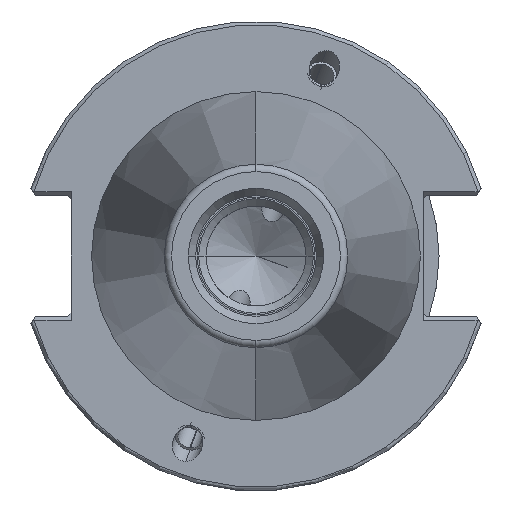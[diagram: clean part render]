
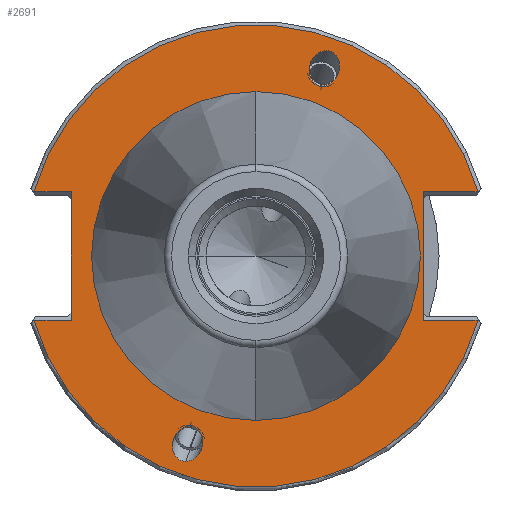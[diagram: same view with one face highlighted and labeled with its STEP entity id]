
A CAD part, left-side view. The second image highlights one B-rep face of the part: STEP entity #2691.
In plain terms, the highlighted planar face has unit normal (-1, 0, 0).
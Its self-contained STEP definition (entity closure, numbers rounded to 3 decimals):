
#116=CARTESIAN_POINT('',(3.175,0.,0.));
#117=DIRECTION('',(1.,0.,0.));
#118=DIRECTION('',(0.,1.,0.));
#119=AXIS2_PLACEMENT_3D('',#116,#117,#118);
#121=CARTESIAN_POINT('',(3.175,0.,0.));
#122=DIRECTION('',(1.,0.,0.));
#123=DIRECTION('',(0.,-1.,0.));
#124=AXIS2_PLACEMENT_3D('',#121,#122,#123);
#126=CARTESIAN_POINT('',(3.175,9.498,-27.766));
#127=CARTESIAN_POINT('',(3.175,9.257,-27.766));
#128=CARTESIAN_POINT('',(3.175,8.727,-27.663));
#129=CARTESIAN_POINT('',(3.175,7.941,-27.117));
#130=CARTESIAN_POINT('',(3.175,7.379,-26.257));
#131=CARTESIAN_POINT('',(3.175,7.151,-25.372));
#132=CARTESIAN_POINT('',(3.175,7.185,-24.486));
#133=CARTESIAN_POINT('',(3.175,7.557,-23.627));
#134=CARTESIAN_POINT('',(3.175,8.223,-23.08));
#135=CARTESIAN_POINT('',(3.175,8.731,-22.978));
#136=CARTESIAN_POINT('',(3.175,8.971,-22.978));
#138=CARTESIAN_POINT('',(3.175,8.971,-22.978));
#139=CARTESIAN_POINT('',(3.175,9.212,-22.978));
#140=CARTESIAN_POINT('',(3.175,9.742,-23.08));
#141=CARTESIAN_POINT('',(3.175,10.528,-23.627));
#142=CARTESIAN_POINT('',(3.175,11.09,-24.486));
#143=CARTESIAN_POINT('',(3.175,11.318,-25.372));
#144=CARTESIAN_POINT('',(3.175,11.284,-26.257));
#145=CARTESIAN_POINT('',(3.175,10.912,-27.117));
#146=CARTESIAN_POINT('',(3.175,10.246,-27.663));
#147=CARTESIAN_POINT('',(3.175,9.738,-27.766));
#148=CARTESIAN_POINT('',(3.175,9.498,-27.766));
#150=CARTESIAN_POINT('',(3.175,-9.498,27.766));
#151=CARTESIAN_POINT('',(3.175,-9.257,27.766));
#152=CARTESIAN_POINT('',(3.175,-8.727,27.663));
#153=CARTESIAN_POINT('',(3.175,-7.941,27.117));
#154=CARTESIAN_POINT('',(3.175,-7.379,26.257));
#155=CARTESIAN_POINT('',(3.175,-7.151,25.372));
#156=CARTESIAN_POINT('',(3.175,-7.185,24.486));
#157=CARTESIAN_POINT('',(3.175,-7.557,23.627));
#158=CARTESIAN_POINT('',(3.175,-8.223,23.08));
#159=CARTESIAN_POINT('',(3.175,-8.731,22.978));
#160=CARTESIAN_POINT('',(3.175,-8.971,22.978));
#162=CARTESIAN_POINT('',(3.175,-8.971,22.978));
#163=CARTESIAN_POINT('',(3.175,-9.212,22.978));
#164=CARTESIAN_POINT('',(3.175,-9.742,23.08));
#165=CARTESIAN_POINT('',(3.175,-10.528,23.627));
#166=CARTESIAN_POINT('',(3.175,-11.09,24.486));
#167=CARTESIAN_POINT('',(3.175,-11.318,25.372));
#168=CARTESIAN_POINT('',(3.175,-11.284,26.257));
#169=CARTESIAN_POINT('',(3.175,-10.912,27.117));
#170=CARTESIAN_POINT('',(3.175,-10.246,27.663));
#171=CARTESIAN_POINT('',(3.175,-9.738,27.766));
#172=CARTESIAN_POINT('',(3.175,-9.498,27.766));
#174=DIRECTION('',(0.,-1.,0.));
#175=VECTOR('',#174,5.017);
#176=CARTESIAN_POINT('',(3.175,30.017,8.69));
#177=LINE('',#176,#175);
#178=DIRECTION('',(0.,-1.,0.));
#179=VECTOR('',#178,7.417);
#180=CARTESIAN_POINT('',(3.175,-22.6,8.69));
#181=LINE('',#180,#179);
#182=DIRECTION('',(0.,1.,0.));
#183=VECTOR('',#182,7.417);
#184=CARTESIAN_POINT('',(3.175,-30.017,-8.69));
#185=LINE('',#184,#183);
#186=DIRECTION('',(0.,1.,0.));
#187=VECTOR('',#186,5.017);
#188=CARTESIAN_POINT('',(3.175,25.,-8.69));
#189=LINE('',#188,#187);
#1444=DIRECTION('',(0.,0.,-1.));
#1445=VECTOR('',#1444,17.38);
#1446=CARTESIAN_POINT('',(3.175,25.,8.69));
#1447=LINE('',#1446,#1445);
#1743=CARTESIAN_POINT('',(3.175,0.,0.));
#1744=DIRECTION('',(-1.,0.,0.));
#1745=DIRECTION('',(0.,0.961,-0.278));
#1746=AXIS2_PLACEMENT_3D('',#1743,#1744,#1745);
#1815=CARTESIAN_POINT('',(3.175,0.,0.));
#1816=DIRECTION('',(-1.,0.,0.));
#1817=DIRECTION('',(0.,-0.961,0.278));
#1818=AXIS2_PLACEMENT_3D('',#1815,#1816,#1817);
#1873=DIRECTION('',(0.,0.,1.));
#1874=VECTOR('',#1873,17.38);
#1875=CARTESIAN_POINT('',(3.175,-22.6,-8.69));
#1876=LINE('',#1875,#1874);
#2152=CARTESIAN_POINT('',(3.175,22.2,0.));
#2153=CARTESIAN_POINT('',(3.175,-22.2,0.));
#2154=VERTEX_POINT('',#2152);
#2155=VERTEX_POINT('',#2153);
#2218=VERTEX_POINT('',#126);
#2219=VERTEX_POINT('',#136);
#2256=CARTESIAN_POINT('',(3.175,30.017,8.69));
#2257=CARTESIAN_POINT('',(3.175,25.,8.69));
#2258=VERTEX_POINT('',#2256);
#2259=VERTEX_POINT('',#2257);
#2264=CARTESIAN_POINT('',(3.175,25.,-8.69));
#2265=CARTESIAN_POINT('',(3.175,30.017,-8.69));
#2266=VERTEX_POINT('',#2264);
#2267=VERTEX_POINT('',#2265);
#2272=CARTESIAN_POINT('',(3.175,-22.6,8.69));
#2273=CARTESIAN_POINT('',(3.175,-30.017,8.69));
#2274=VERTEX_POINT('',#2272);
#2275=VERTEX_POINT('',#2273);
#2280=CARTESIAN_POINT('',(3.175,-30.017,
-8.69));
#2281=CARTESIAN_POINT('',(3.175,-22.6,-8.69));
#2282=VERTEX_POINT('',#2280);
#2283=VERTEX_POINT('',#2281);
#2318=CARTESIAN_POINT('',(3.175,-9.498,27.766));
#2319=VERTEX_POINT('',#2318);
#2320=CARTESIAN_POINT('',(3.175,-8.971,22.978));
#2321=VERTEX_POINT('',#2320);
#2652=CARTESIAN_POINT('',(3.175,0.,0.));
#2653=DIRECTION('',(1.,0.,0.));
#2654=DIRECTION('',(0.,0.,1.));
#2655=AXIS2_PLACEMENT_3D('',#2652,#2653,#2654);
#2656=PLANE('',#2655);
#2658=ORIENTED_EDGE('',*,*,#2657,.F.);
#2660=ORIENTED_EDGE('',*,*,#2659,.F.);
#2662=ORIENTED_EDGE('',*,*,#2661,.F.);
#2664=ORIENTED_EDGE('',*,*,#2663,.F.);
#2666=ORIENTED_EDGE('',*,*,#2665,.F.);
#2668=ORIENTED_EDGE('',*,*,#2667,.F.);
#2670=ORIENTED_EDGE('',*,*,#2669,.F.);
#2672=ORIENTED_EDGE('',*,*,#2671,.F.);
#2673=EDGE_LOOP('',(#2658,#2660,#2662,#2664,#2666,#2668,#2670,#2672));
#2674=FACE_OUTER_BOUND('',#2673,.F.);
#2676=ORIENTED_EDGE('',*,*,#2675,.T.);
#2678=ORIENTED_EDGE('',*,*,#2677,.T.);
#2679=EDGE_LOOP('',(#2676,#2678));
#2680=FACE_BOUND('',#2679,.F.);
#2682=ORIENTED_EDGE('',*,*,#2681,.T.);
#2684=ORIENTED_EDGE('',*,*,#2683,.T.);
#2685=EDGE_LOOP('',(#2682,#2684));
#2686=FACE_BOUND('',#2685,.F.);
#2687=ORIENTED_EDGE('',*,*,#2605,.F.);
#2688=ORIENTED_EDGE('',*,*,#2620,.F.);
#2689=EDGE_LOOP('',(#2687,#2688));
#2690=FACE_BOUND('',#2689,.F.);
#2691=ADVANCED_FACE('',(#2674,#2680,#2686,#2690),#2656,.F.);
#120=CIRCLE('',#119,22.2);
#125=CIRCLE('',#124,22.2);
#137=B_SPLINE_CURVE_WITH_KNOTS('',3,(#126,#127,#128,#129,#130,#131,#132,#133,
#134,#135,#136),.UNSPECIFIED.,.F.,.F.,(4,1,1,1,1,1,1,1,4),(0.,0.125,0.25,
0.375,0.5,0.625,0.75,0.875,1.),.UNSPECIFIED.);
#149=B_SPLINE_CURVE_WITH_KNOTS('',3,(#138,#139,#140,#141,#142,#143,#144,#145,
#146,#147,#148),.UNSPECIFIED.,.F.,.F.,(4,1,1,1,1,1,1,1,4),(0.,0.125,0.25,
0.375,0.5,0.625,0.75,0.875,1.),.UNSPECIFIED.);
#161=B_SPLINE_CURVE_WITH_KNOTS('',3,(#150,#151,#152,#153,#154,#155,#156,#157,
#158,#159,#160),.UNSPECIFIED.,.F.,.F.,(4,1,1,1,1,1,1,1,4),(0.,0.125,0.25,
0.375,0.5,0.625,0.75,0.875,1.),.UNSPECIFIED.);
#173=B_SPLINE_CURVE_WITH_KNOTS('',3,(#162,#163,#164,#165,#166,#167,#168,#169,
#170,#171,#172),.UNSPECIFIED.,.F.,.F.,(4,1,1,1,1,1,1,1,4),(0.,0.125,0.25,
0.375,0.5,0.625,0.75,0.875,1.),.UNSPECIFIED.);
#1747=CIRCLE('',#1746,31.25);
#1819=CIRCLE('',#1818,31.25);
#2605=EDGE_CURVE('',#2154,#2155,#120,.T.);
#2620=EDGE_CURVE('',#2155,#2154,#125,.T.);
#2657=EDGE_CURVE('',#2258,#2259,#177,.T.);
#2659=EDGE_CURVE('',#2275,#2258,#1819,.T.);
#2661=EDGE_CURVE('',#2274,#2275,#181,.T.);
#2663=EDGE_CURVE('',#2283,#2274,#1876,.T.);
#2665=EDGE_CURVE('',#2282,#2283,#185,.T.);
#2667=EDGE_CURVE('',#2267,#2282,#1747,.T.);
#2669=EDGE_CURVE('',#2266,#2267,#189,.T.);
#2671=EDGE_CURVE('',#2259,#2266,#1447,.T.);
#2675=EDGE_CURVE('',#2218,#2219,#137,.T.);
#2677=EDGE_CURVE('',#2219,#2218,#149,.T.);
#2681=EDGE_CURVE('',#2319,#2321,#161,.T.);
#2683=EDGE_CURVE('',#2321,#2319,#173,.T.);
